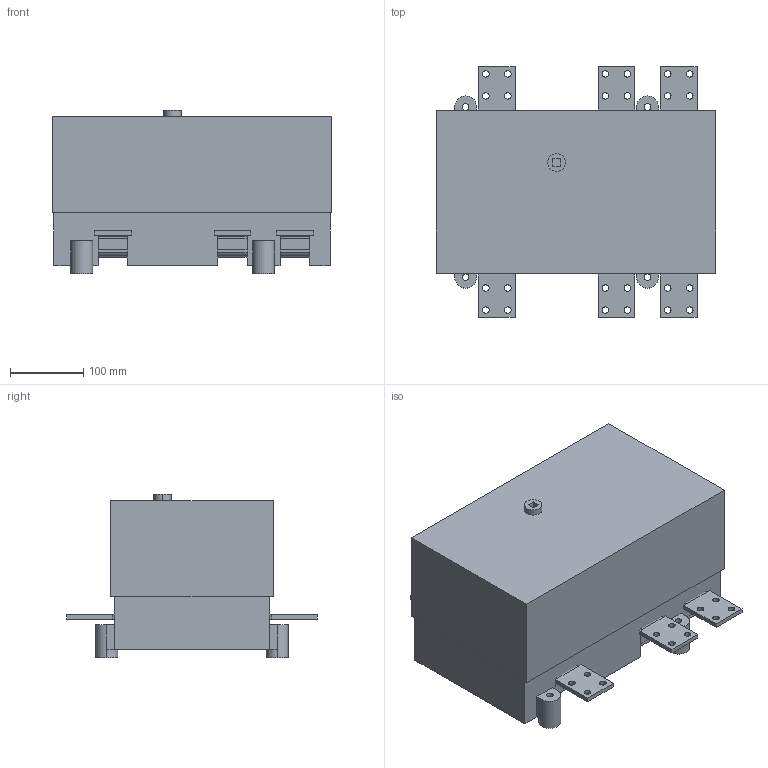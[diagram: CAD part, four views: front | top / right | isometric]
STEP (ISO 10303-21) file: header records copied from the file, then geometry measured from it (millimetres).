
FILE_DESCRIPTION((''),'2;1');
FILE_NAME('3d_GE0800N.stp','2013-07-10T14:27:32',(''),(''),'Mechanical Desktop 2011','Mechanical Desktop 2011',', , ');
FILE_SCHEMA(('CONFIG_CONTROL_DESIGN'));
Length unit declared in the file: millimetre
Products named in the file (1): Product
Bounding box: 381 x 342 x 222.5 mm (x, y, z)
Volume: 16714530.4 mm3; surface area: 698574.2 mm2
Topology: 8 solids, 8 shells, 226 faces, 2871 edges, 4893 vertices
Faces by surface type: plane 94, bspline 81, cylinder 51
Entity records: 21574 total; most frequent: CARTESIAN_POINT 6885, DIRECTION 3284, VECTOR 2582, LINE 2582, TRIMMED_CURVE 2146, ORIENTED_EDGE 1280, EDGE_CURVE 640, VERTEX_POINT 432
